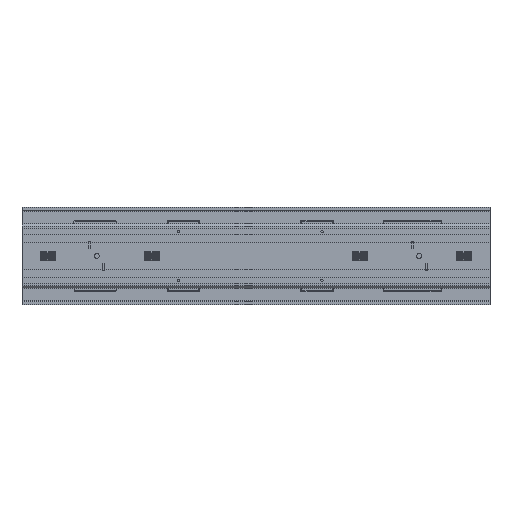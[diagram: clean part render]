
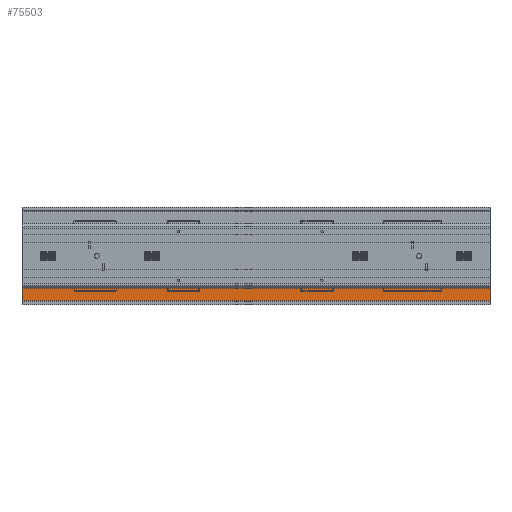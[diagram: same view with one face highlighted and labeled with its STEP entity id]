
A CAD part, front view. The second image highlights one B-rep face of the part: STEP entity #75503.
In plain terms, the highlighted planar face has unit normal (0, -1, 0).
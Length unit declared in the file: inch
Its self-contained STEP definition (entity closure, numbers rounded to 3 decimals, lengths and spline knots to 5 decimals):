
#5511 = CARTESIAN_POINT ( 'NONE',  ( 1.72217, 0.78343, -18. ) ) ;
#12011 = ORIENTED_EDGE ( 'NONE', *, *, #59492, .F. ) ;
#15829 = CARTESIAN_POINT ( 'NONE',  ( 1.19585, 0.78343, 0. ) ) ;
#27968 = DIRECTION ( 'NONE',  ( 0., 0., 1. ) ) ;
#29321 = ORIENTED_EDGE ( 'NONE', *, *, #70933, .T. ) ;
#30124 = DIRECTION ( 'NONE',  ( 0., 0., 1. ) ) ;
#34596 = DIRECTION ( 'NONE',  ( 0., -1., 0. ) ) ;
#37369 = CARTESIAN_POINT ( 'NONE',  ( 1.72217, 0.78343, -18. ) ) ;
#39449 = LINE ( 'NONE', #84839, #91481 ) ;
#43180 = AXIS2_PLACEMENT_3D ( 'NONE', #5511, #34596, #86386 ) ;
#43786 = VERTEX_POINT ( 'NONE', #63421 ) ;
#46952 = VECTOR ( 'NONE', #27968, 39.37008 ) ;
#47662 = CARTESIAN_POINT ( 'NONE',  ( 1.72217, 0.78343, 0. ) ) ;
#48736 = LINE ( 'NONE', #95510, #46952 ) ;
#56006 = CARTESIAN_POINT ( 'NONE',  ( 1.72217, 0.78343, -18. ) ) ;
#56994 = DIRECTION ( 'NONE',  ( 1., 0., 0. ) ) ;
#57765 = FACE_OUTER_BOUND ( 'NONE', #94255, .T. ) ;
#59492 = EDGE_CURVE ( 'NONE', #43786, #79645, #48736, .T. ) ;
#60600 = EDGE_CURVE ( 'NONE', #79645, #85556, #90559, .T. ) ;
#63421 = CARTESIAN_POINT ( 'NONE',  ( 1.19585, 0.78343, -18. ) ) ;
#67254 = VECTOR ( 'NONE', #56994, 39.37008 ) ;
#70933 = EDGE_CURVE ( 'NONE', #87408, #85556, #39449, .T. ) ;
#71681 = ORIENTED_EDGE ( 'NONE', *, *, #97536, .T. ) ;
#71779 = LINE ( 'NONE', #56006, #67254 ) ;
#72326 = VECTOR ( 'NONE', #91051, 39.37008 ) ;
#75503 = ADVANCED_FACE ( 'NONE', ( #57765 ), #95705, .T. ) ;
#79645 = VERTEX_POINT ( 'NONE', #15829 ) ;
#80194 = ORIENTED_EDGE ( 'NONE', *, *, #60600, .F. ) ;
#84839 = CARTESIAN_POINT ( 'NONE',  ( 1.72217, 0.78343, -18. ) ) ;
#85556 = VERTEX_POINT ( 'NONE', #86095 ) ;
#86095 = CARTESIAN_POINT ( 'NONE',  ( 1.72217, 0.78343, 0. ) ) ;
#86386 = DIRECTION ( 'NONE',  ( 0., 0., -1. ) ) ;
#87408 = VERTEX_POINT ( 'NONE', #37369 ) ;
#90559 = LINE ( 'NONE', #47662, #72326 ) ;
#91051 = DIRECTION ( 'NONE',  ( 1., 0., 0. ) ) ;
#91481 = VECTOR ( 'NONE', #30124, 39.37008 ) ;
#94255 = EDGE_LOOP ( 'NONE', ( #80194, #12011, #71681, #29321 ) ) ;
#95510 = CARTESIAN_POINT ( 'NONE',  ( 1.19585, 0.78343, -18. ) ) ;
#95705 = PLANE ( 'NONE',  #43180 ) ;
#97536 = EDGE_CURVE ( 'NONE', #43786, #87408, #71779, .T. ) ;
